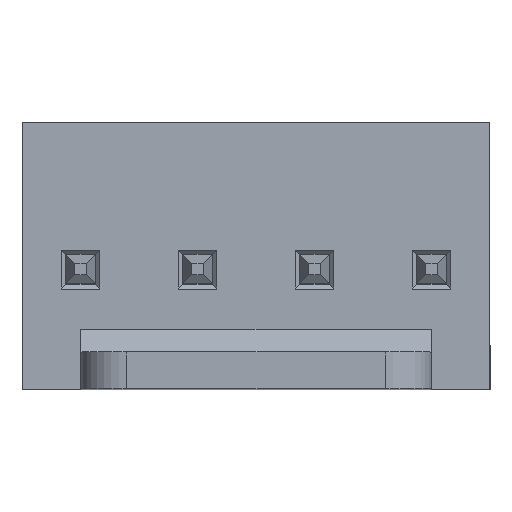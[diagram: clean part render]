
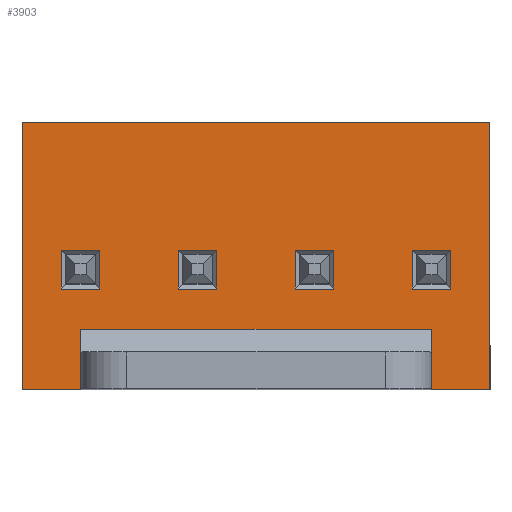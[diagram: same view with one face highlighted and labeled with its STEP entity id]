
A CAD part, top view. The second image highlights one B-rep face of the part: STEP entity #3903.
In plain terms, the highlighted planar face has unit normal (0, 0, 1).
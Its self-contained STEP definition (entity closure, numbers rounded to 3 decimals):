
#618=ORIENTED_EDGE('',*,*,#1076,.T.);
#619=ORIENTED_EDGE('',*,*,#1070,.T.);
#620=ORIENTED_EDGE('',*,*,#1072,.T.);
#621=ORIENTED_EDGE('',*,*,#1078,.T.);
#622=ORIENTED_EDGE('',*,*,#1000,.T.);
#623=ORIENTED_EDGE('',*,*,#1005,.T.);
#624=ORIENTED_EDGE('',*,*,#1001,.T.);
#625=ORIENTED_EDGE('',*,*,#997,.T.);
#626=ORIENTED_EDGE('',*,*,#965,.F.);
#627=ORIENTED_EDGE('',*,*,#902,.F.);
#628=ORIENTED_EDGE('',*,*,#964,.T.);
#629=ORIENTED_EDGE('',*,*,#888,.F.);
#630=ORIENTED_EDGE('',*,*,#975,.F.);
#631=ORIENTED_EDGE('',*,*,#961,.T.);
#632=ORIENTED_EDGE('',*,*,#970,.F.);
#633=ORIENTED_EDGE('',*,*,#882,.F.);
#634=ORIENTED_EDGE('',*,*,#1028,.T.);
#635=ORIENTED_EDGE('',*,*,#1033,.T.);
#636=ORIENTED_EDGE('',*,*,#1029,.T.);
#637=ORIENTED_EDGE('',*,*,#1025,.T.);
#638=ORIENTED_EDGE('',*,*,#1040,.T.);
#639=ORIENTED_EDGE('',*,*,#1036,.T.);
#640=ORIENTED_EDGE('',*,*,#1038,.T.);
#641=ORIENTED_EDGE('',*,*,#1041,.T.);
#882=EDGE_CURVE('',#1228,#1229,#1496,.T.);
#888=EDGE_CURVE('',#1234,#1235,#1500,.T.);
#902=EDGE_CURVE('',#1244,#1245,#1514,.T.);
#961=EDGE_CURVE('',#1288,#1291,#1571,.T.);
#964=EDGE_CURVE('',#1244,#1235,#1574,.T.);
#965=EDGE_CURVE('',#1245,#1228,#1575,.T.);
#970=EDGE_CURVE('',#1229,#1291,#1580,.T.);
#975=EDGE_CURVE('',#1288,#1234,#1585,.T.);
#997=EDGE_CURVE('',#1305,#1307,#1607,.T.);
#1000=EDGE_CURVE('',#1307,#1309,#1610,.T.);
#1001=EDGE_CURVE('',#1310,#1305,#1611,.T.);
#1005=EDGE_CURVE('',#1309,#1310,#1615,.T.);
#1025=EDGE_CURVE('',#1321,#1323,#1635,.T.);
#1028=EDGE_CURVE('',#1323,#1325,#1638,.T.);
#1029=EDGE_CURVE('',#1326,#1321,#1639,.T.);
#1033=EDGE_CURVE('',#1325,#1326,#1643,.T.);
#1036=EDGE_CURVE('',#1328,#1329,#1646,.T.);
#1038=EDGE_CURVE('',#1329,#1330,#1648,.T.);
#1040=EDGE_CURVE('',#1331,#1328,#1650,.T.);
#1041=EDGE_CURVE('',#1330,#1331,#1651,.T.);
#1070=EDGE_CURVE('',#1349,#1351,#1680,.T.);
#1072=EDGE_CURVE('',#1351,#1353,#1682,.T.);
#1076=EDGE_CURVE('',#1355,#1349,#1686,.T.);
#1078=EDGE_CURVE('',#1353,#1355,#1688,.T.);
#1228=VERTEX_POINT('',#5016);
#1229=VERTEX_POINT('',#5018);
#1234=VERTEX_POINT('',#5028);
#1235=VERTEX_POINT('',#5030);
#1244=VERTEX_POINT('',#5055);
#1245=VERTEX_POINT('',#5057);
#1288=VERTEX_POINT('',#5164);
#1291=VERTEX_POINT('',#5169);
#1305=VERTEX_POINT('',#5240);
#1307=VERTEX_POINT('',#5244);
#1309=VERTEX_POINT('',#5250);
#1310=VERTEX_POINT('',#5254);
#1321=VERTEX_POINT('',#5300);
#1323=VERTEX_POINT('',#5304);
#1325=VERTEX_POINT('',#5310);
#1326=VERTEX_POINT('',#5314);
#1328=VERTEX_POINT('',#5324);
#1329=VERTEX_POINT('',#5326);
#1330=VERTEX_POINT('',#5330);
#1331=VERTEX_POINT('',#5334);
#1349=VERTEX_POINT('',#5393);
#1351=VERTEX_POINT('',#5397);
#1353=VERTEX_POINT('',#5402);
#1355=VERTEX_POINT('',#5408);
#1496=LINE('',#5017,#1870);
#1500=LINE('',#5029,#1874);
#1514=LINE('',#5056,#1888);
#1571=LINE('',#5170,#1945);
#1574=LINE('',#5175,#1948);
#1575=LINE('',#5177,#1949);
#1580=LINE('',#5185,#1954);
#1585=LINE('',#5193,#1959);
#1607=LINE('',#5245,#1981);
#1610=LINE('',#5251,#1984);
#1611=LINE('',#5253,#1985);
#1615=LINE('',#5260,#1989);
#1635=LINE('',#5305,#2009);
#1638=LINE('',#5311,#2012);
#1639=LINE('',#5313,#2013);
#1643=LINE('',#5320,#2017);
#1646=LINE('',#5327,#2020);
#1648=LINE('',#5331,#2022);
#1650=LINE('',#5335,#2024);
#1651=LINE('',#5337,#2025);
#1680=LINE('',#5398,#2054);
#1682=LINE('',#5403,#2056);
#1686=LINE('',#5410,#2060);
#1688=LINE('',#5413,#2062);
#1870=VECTOR('',#4284,1000.);
#1874=VECTOR('',#4292,1000.);
#1888=VECTOR('',#4312,1000.);
#1945=VECTOR('',#4389,1000.);
#1948=VECTOR('',#4396,1000.);
#1949=VECTOR('',#4399,1000.);
#1954=VECTOR('',#4406,1000.);
#1959=VECTOR('',#4413,1000.);
#1981=VECTOR('',#4471,1000.);
#1984=VECTOR('',#4476,1000.);
#1985=VECTOR('',#4479,1000.);
#1989=VECTOR('',#4485,1000.);
#2009=VECTOR('',#4531,1000.);
#2012=VECTOR('',#4536,1000.);
#2013=VECTOR('',#4539,1000.);
#2017=VECTOR('',#4545,1000.);
#2020=VECTOR('',#4552,1000.);
#2022=VECTOR('',#4556,1000.);
#2024=VECTOR('',#4560,1000.);
#2025=VECTOR('',#4563,1000.);
#2054=VECTOR('',#4616,1000.);
#2056=VECTOR('',#4620,1000.);
#2060=VECTOR('',#4626,1000.);
#2062=VECTOR('',#4630,1000.);
#2283=EDGE_LOOP('',(#618,#619,#620,#621));
#2284=EDGE_LOOP('',(#622,#623,#624,#625));
#2285=EDGE_LOOP('',(#626,#627,#628,#629,#630,#631,#632,#633));
#2286=EDGE_LOOP('',(#634,#635,#636,#637));
#2287=EDGE_LOOP('',(#638,#639,#640,#641));
#2459=FACE_BOUND('',#2283,.T.);
#2460=FACE_BOUND('',#2284,.T.);
#2461=FACE_BOUND('',#2285,.T.);
#2462=FACE_BOUND('',#2286,.T.);
#2463=FACE_BOUND('',#2287,.T.);
#2621=PLANE('',#4074);
#3903=ADVANCED_FACE('',(#2459,#2460,#2461,#2462,#2463),#2621,.T.);
#4074=AXIS2_PLACEMENT_3D('',#5460,#4678,#4679);
#4284=DIRECTION('',(1.,0.,0.));
#4292=DIRECTION('',(1.,0.,0.));
#4312=DIRECTION('',(-1.,0.,0.));
#4389=DIRECTION('',(-1.,0.,0.));
#4396=DIRECTION('',(0.,1.,0.));
#4399=DIRECTION('',(0.,1.,0.));
#4406=DIRECTION('',(0.,-1.,0.));
#4413=DIRECTION('',(0.,1.,0.));
#4471=DIRECTION('',(0.,-1.,0.));
#4476=DIRECTION('',(-1.,0.,0.));
#4479=DIRECTION('',(1.,0.,0.));
#4485=DIRECTION('',(0.,1.,0.));
#4531=DIRECTION('',(0.,-1.,0.));
#4536=DIRECTION('',(-1.,0.,0.));
#4539=DIRECTION('',(1.,0.,0.));
#4545=DIRECTION('',(0.,1.,0.));
#4552=DIRECTION('',(0.,1.,0.));
#4556=DIRECTION('',(1.,0.,0.));
#4560=DIRECTION('',(-1.,0.,0.));
#4563=DIRECTION('',(0.,-1.,0.));
#4616=DIRECTION('',(0.,1.,0.));
#4620=DIRECTION('',(1.,0.,0.));
#4626=DIRECTION('',(-1.,0.,0.));
#4630=DIRECTION('',(0.,-1.,0.));
#4678=DIRECTION('',(0.,0.,1.));
#4679=DIRECTION('',(1.,0.,0.));
#5016=CARTESIAN_POINT('',(-5.08,2.9,-2.45));
#5017=CARTESIAN_POINT('',(-5.08,2.9,-2.45));
#5018=CARTESIAN_POINT('',(-3.81,2.9,-2.45));
#5028=CARTESIAN_POINT('',(3.81,2.9,-2.45));
#5029=CARTESIAN_POINT('',(3.81,2.9,-2.45));
#5030=CARTESIAN_POINT('',(5.08,2.9,-2.45));
#5055=CARTESIAN_POINT('',(5.08,-2.9,-2.45));
#5056=CARTESIAN_POINT('',(5.08,-2.9,-2.45));
#5057=CARTESIAN_POINT('',(-5.08,-2.9,-2.45));
#5164=CARTESIAN_POINT('',(3.81,2.1,-2.45));
#5169=CARTESIAN_POINT('',(-3.81,2.1,-2.45));
#5170=CARTESIAN_POINT('',(5.08,2.1,-2.45));
#5175=CARTESIAN_POINT('',(5.08,-2.9,-2.45));
#5177=CARTESIAN_POINT('',(-5.08,-2.9,-2.45));
#5185=CARTESIAN_POINT('',(-3.81,2.9,-2.45));
#5193=CARTESIAN_POINT('',(3.81,2.1,-2.45));
#5240=CARTESIAN_POINT('',(-3.39,0.72,-2.45));
#5244=CARTESIAN_POINT('',(-3.39,-0.12,-2.45));
#5245=CARTESIAN_POINT('',(-3.39,-2.9,-2.45));
#5250=CARTESIAN_POINT('',(-4.23,-0.12,-2.45));
#5251=CARTESIAN_POINT('',(5.08,-0.12,-2.45));
#5253=CARTESIAN_POINT('',(5.08,0.72,-2.45));
#5254=CARTESIAN_POINT('',(-4.23,0.72,-2.45));
#5260=CARTESIAN_POINT('',(-4.23,-2.9,-2.45));
#5300=CARTESIAN_POINT('',(-0.85,0.72,-2.45));
#5304=CARTESIAN_POINT('',(-0.85,-0.12,-2.45));
#5305=CARTESIAN_POINT('',(-0.85,-2.9,-2.45));
#5310=CARTESIAN_POINT('',(-1.69,-0.12,-2.45));
#5311=CARTESIAN_POINT('',(5.08,-0.12,-2.45));
#5313=CARTESIAN_POINT('',(5.08,0.72,-2.45));
#5314=CARTESIAN_POINT('',(-1.69,0.72,-2.45));
#5320=CARTESIAN_POINT('',(-1.69,-2.9,-2.45));
#5324=CARTESIAN_POINT('',(3.39,-0.12,-2.45));
#5326=CARTESIAN_POINT('',(3.39,0.72,-2.45));
#5327=CARTESIAN_POINT('',(3.39,-2.9,-2.45));
#5330=CARTESIAN_POINT('',(4.23,0.72,-2.45));
#5331=CARTESIAN_POINT('',(5.08,0.72,-2.45));
#5334=CARTESIAN_POINT('',(4.23,-0.12,-2.45));
#5335=CARTESIAN_POINT('',(5.08,-0.12,-2.45));
#5337=CARTESIAN_POINT('',(4.23,-2.9,-2.45));
#5393=CARTESIAN_POINT('',(0.85,-0.12,-2.45));
#5397=CARTESIAN_POINT('',(0.85,0.72,-2.45));
#5398=CARTESIAN_POINT('',(0.85,-2.9,-2.45));
#5402=CARTESIAN_POINT('',(1.69,0.72,-2.45));
#5403=CARTESIAN_POINT('',(5.08,0.72,-2.45));
#5408=CARTESIAN_POINT('',(1.69,-0.12,-2.45));
#5410=CARTESIAN_POINT('',(5.08,-0.12,-2.45));
#5413=CARTESIAN_POINT('',(1.69,-2.9,-2.45));
#5460=CARTESIAN_POINT('',(5.08,-2.9,-2.45));
